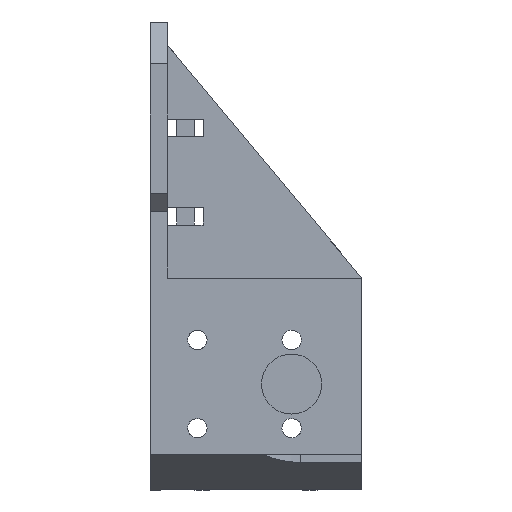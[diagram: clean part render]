
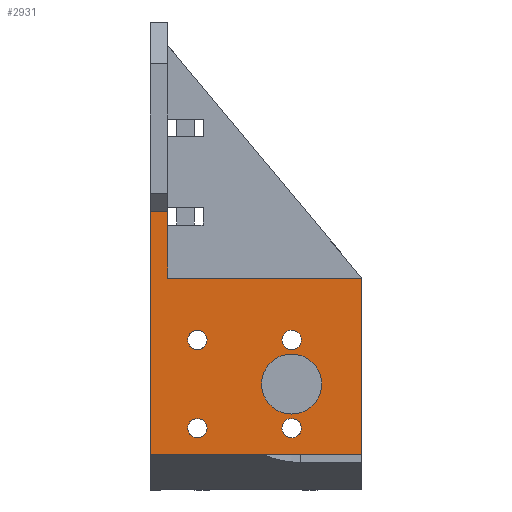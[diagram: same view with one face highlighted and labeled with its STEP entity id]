
A CAD part, front view. The second image highlights one B-rep face of the part: STEP entity #2931.
In plain terms, the highlighted planar face has unit normal (0, -1, 0).
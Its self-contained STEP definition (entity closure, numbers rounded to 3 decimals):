
#109=FACE_BOUND('',#409,.T.);
#110=FACE_BOUND('',#410,.T.);
#111=FACE_BOUND('',#411,.T.);
#112=FACE_BOUND('',#412,.T.);
#113=FACE_BOUND('',#413,.T.);
#158=CIRCLE('',#3095,1.65);
#159=CIRCLE('',#3096,1.65);
#160=CIRCLE('',#3097,1.65);
#161=CIRCLE('',#3098,1.65);
#162=CIRCLE('',#3099,5.1);
#259=FACE_OUTER_BOUND('',#408,.T.);
#408=EDGE_LOOP('',(#2046,#2047,#2048,#2049,#2050,#2051));
#409=EDGE_LOOP('',(#2052));
#410=EDGE_LOOP('',(#2053));
#411=EDGE_LOOP('',(#2054));
#412=EDGE_LOOP('',(#2055));
#413=EDGE_LOOP('',(#2056));
#657=LINE('',#4204,#972);
#661=LINE('',#4213,#976);
#662=LINE('',#4215,#977);
#663=LINE('',#4217,#978);
#664=LINE('',#4219,#979);
#665=LINE('',#4220,#980);
#972=VECTOR('',#3409,10.);
#976=VECTOR('',#3417,10.);
#977=VECTOR('',#3418,10.);
#978=VECTOR('',#3419,10.);
#979=VECTOR('',#3420,10.);
#980=VECTOR('',#3421,10.);
#1266=VERTEX_POINT('',#4197);
#1269=VERTEX_POINT('',#4202);
#1272=VERTEX_POINT('',#4212);
#1273=VERTEX_POINT('',#4214);
#1274=VERTEX_POINT('',#4216);
#1275=VERTEX_POINT('',#4218);
#1276=VERTEX_POINT('',#4221);
#1277=VERTEX_POINT('',#4223);
#1278=VERTEX_POINT('',#4225);
#1279=VERTEX_POINT('',#4227);
#1280=VERTEX_POINT('',#4229);
#1574=EDGE_CURVE('',#1266,#1269,#657,.T.);
#1578=EDGE_CURVE('',#1272,#1269,#661,.T.);
#1579=EDGE_CURVE('',#1272,#1273,#662,.T.);
#1580=EDGE_CURVE('',#1273,#1274,#663,.T.);
#1581=EDGE_CURVE('',#1275,#1274,#664,.T.);
#1582=EDGE_CURVE('',#1266,#1275,#665,.T.);
#1583=EDGE_CURVE('',#1276,#1276,#158,.T.);
#1584=EDGE_CURVE('',#1277,#1277,#159,.T.);
#1585=EDGE_CURVE('',#1278,#1278,#160,.T.);
#1586=EDGE_CURVE('',#1279,#1279,#161,.T.);
#1587=EDGE_CURVE('',#1280,#1280,#162,.T.);
#2046=ORIENTED_EDGE('',*,*,#1574,.T.);
#2047=ORIENTED_EDGE('',*,*,#1578,.F.);
#2048=ORIENTED_EDGE('',*,*,#1579,.T.);
#2049=ORIENTED_EDGE('',*,*,#1580,.T.);
#2050=ORIENTED_EDGE('',*,*,#1581,.F.);
#2051=ORIENTED_EDGE('',*,*,#1582,.F.);
#2052=ORIENTED_EDGE('',*,*,#1583,.T.);
#2053=ORIENTED_EDGE('',*,*,#1584,.T.);
#2054=ORIENTED_EDGE('',*,*,#1585,.T.);
#2055=ORIENTED_EDGE('',*,*,#1586,.T.);
#2056=ORIENTED_EDGE('',*,*,#1587,.T.);
#2834=PLANE('',#3094);
#2931=ADVANCED_FACE('',(#259,#109,#110,#111,#112,#113),#2834,.T.);
#3094=AXIS2_PLACEMENT_3D('',#4211,#3415,#3416);
#3095=AXIS2_PLACEMENT_3D('',#4222,#3422,#3423);
#3096=AXIS2_PLACEMENT_3D('',#4224,#3424,#3425);
#3097=AXIS2_PLACEMENT_3D('',#4226,#3426,#3427);
#3098=AXIS2_PLACEMENT_3D('',#4228,#3428,#3429);
#3099=AXIS2_PLACEMENT_3D('',#4230,#3430,#3431);
#3409=DIRECTION('',(-1.,0.,0.));
#3415=DIRECTION('center_axis',(0.,-1.,0.));
#3416=DIRECTION('ref_axis',(0.,0.,
-1.));
#3417=DIRECTION('',(0.,0.,1.));
#3418=DIRECTION('',(1.,0.,0.));
#3419=DIRECTION('',(0.,0.,1.));
#3420=DIRECTION('',(1.,0.,0.));
#3421=DIRECTION('',(0.,0.,-1.));
#3422=DIRECTION('center_axis',(0.,1.,0.));
#3423=DIRECTION('ref_axis',(1.,0.,0.));
#3424=DIRECTION('center_axis',(0.,1.,0.));
#3425=DIRECTION('ref_axis',(1.,0.,0.));
#3426=DIRECTION('center_axis',(0.,1.,0.));
#3427=DIRECTION('ref_axis',(1.,0.,0.));
#3428=DIRECTION('center_axis',(0.,1.,0.));
#3429=DIRECTION('ref_axis',(1.,0.,0.));
#3430=DIRECTION('center_axis',(0.,1.,0.));
#3431=DIRECTION('ref_axis',(1.,0.,0.));
#4197=CARTESIAN_POINT('',(-13.05,-35.739,29.298));
#4202=CARTESIAN_POINT('',(-16.05,-35.739,29.298));
#4204=CARTESIAN_POINT('',(-16.05,-35.739,29.298));
#4211=CARTESIAN_POINT('Origin',(-16.05,-35.739,61.498));
#4212=CARTESIAN_POINT('',(-16.05,-35.739,-12.002));
#4213=CARTESIAN_POINT('',(-16.05,-35.739,14.998));
#4214=CARTESIAN_POINT('',(19.95,-35.739,-12.002));
#4215=CARTESIAN_POINT('',(-16.05,-35.739,-12.002));
#4216=CARTESIAN_POINT('',(19.95,-35.739,17.998));
#4217=CARTESIAN_POINT('',(19.95,-35.739,8.999));
#4218=CARTESIAN_POINT('',(-13.05,-35.739,17.998));
#4219=CARTESIAN_POINT('',(-13.05,-35.739,17.998));
#4220=CARTESIAN_POINT('',(-13.05,-35.739,14.998));
#4221=CARTESIAN_POINT('',(-9.65,-35.739,-7.5));
#4222=CARTESIAN_POINT('Origin',(-8.,-35.739,-7.5));
#4223=CARTESIAN_POINT('',(-9.65,-35.739,7.5));
#4224=CARTESIAN_POINT('Origin',(-8.,-35.739,7.5));
#4225=CARTESIAN_POINT('',(6.35,-35.739,-7.5));
#4226=CARTESIAN_POINT('Origin',(8.,-35.739,-7.5));
#4227=CARTESIAN_POINT('',(6.35,-35.739,7.5));
#4228=CARTESIAN_POINT('Origin',(8.,-35.739,7.5));
#4229=CARTESIAN_POINT('',(2.9,-35.739,0.));
#4230=CARTESIAN_POINT('Origin',(8.,-35.739,0.));
